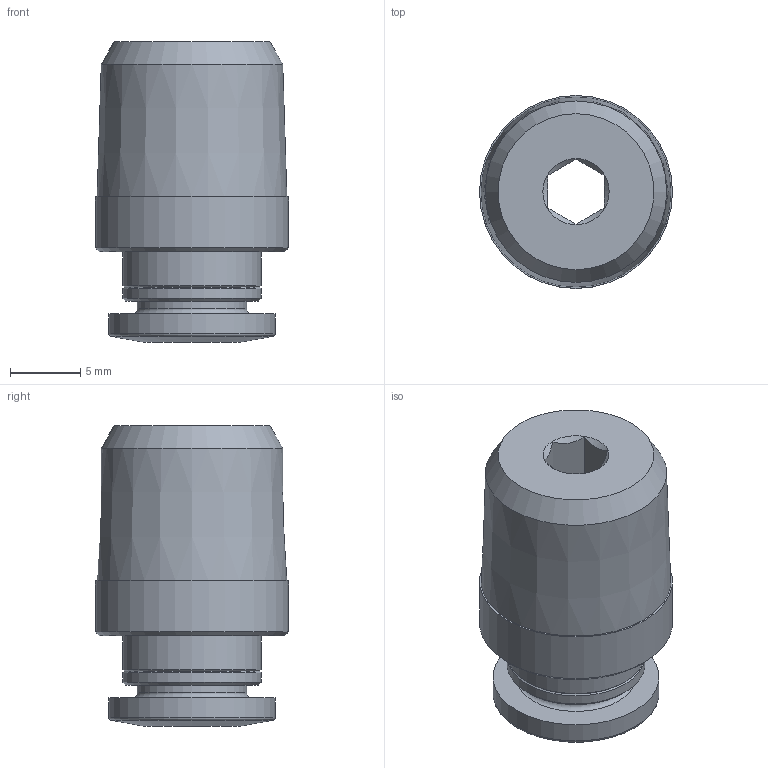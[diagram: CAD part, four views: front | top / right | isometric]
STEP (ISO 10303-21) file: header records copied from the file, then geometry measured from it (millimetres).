
FILE_DESCRIPTION(/* description */ ('STEP AP214'),/* implementation_level */ '2;1');
FILE_NAME(/* name */ '192809_QS-1_4-1_4-I-U-M',/* time_stamp */ '2024-09-14T05:36:17+02:00',/* author */ ('License CC BY-ND 4.0'),/* organization */ ('CADENAS'),/* preprocessor_version */ 'ST-DEVELOPER v19.3',/* originating_system */ 'PARTsolutions',/* authorisation */ ' ');
FILE_SCHEMA (('AUTOMOTIVE_DESIGN {1 0 10303 214 3 1 1}'));
Length unit declared in the file: millimetre
Products named in the file (1): 192809 QS-1/4-1/4-I-U-M
Bounding box: 13.7 x 13.7 x 21.3 mm (x, y, z)
Volume: 1945.5 mm3; surface area: 1540.7 mm2
Topology: 1 solids, 1 shells, 29 faces, 58 edges, 35 vertices
Faces by surface type: plane 12, cone 8, cylinder 6, torus 3
Full cylindrical faces by diameter (mm): 6.35 x1, 7.75 x1, 9.8 x2, 11.8 x1, 13.7 x1
Entity records: 895 total; most frequent: CARTESIAN_POINT 128, DIRECTION 116, ORIENTED_EDGE 80, EDGE_LOOP 52, FACE_BOUND 52, AXIS2_PLACEMENT_3D 52, EDGE_CURVE 40, VERTEX_POINT 34
